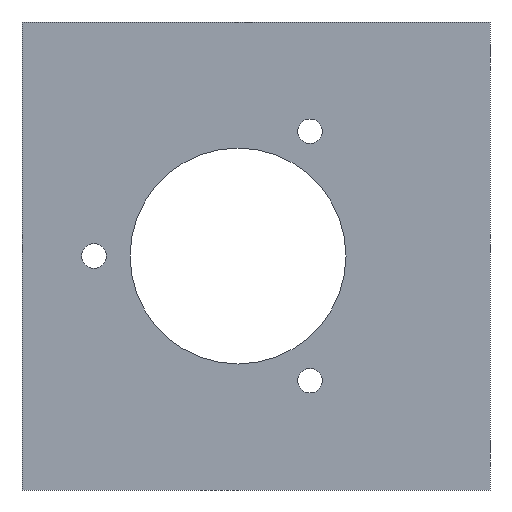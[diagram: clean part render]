
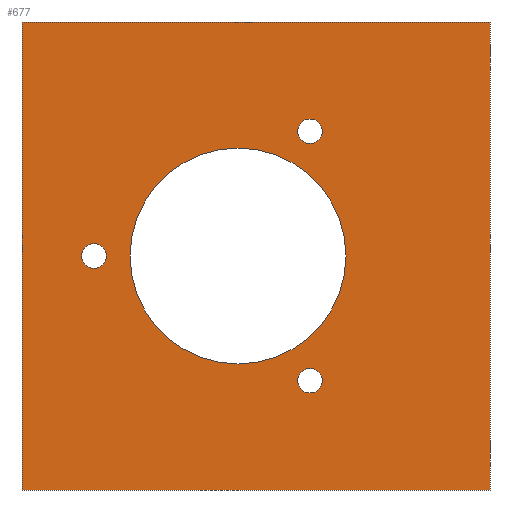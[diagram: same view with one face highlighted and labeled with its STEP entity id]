
A CAD part, left-side view. The second image highlights one B-rep face of the part: STEP entity #677.
In plain terms, the highlighted planar face has unit normal (-1, 0, 0).
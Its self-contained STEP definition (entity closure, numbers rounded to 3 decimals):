
#36=DIRECTION('',(0.,1.,0.));
#37=VECTOR('',#36,65.);
#38=CARTESIAN_POINT('',(0.,0.,-32.5));
#39=LINE('',#38,#37);
#44=DIRECTION('',(0.,0.,-1.));
#45=VECTOR('',#44,65.);
#46=CARTESIAN_POINT('',(0.,0.,32.5));
#47=LINE('',#46,#45);
#51=CARTESIAN_POINT('',(0.,35.,0.));
#52=DIRECTION('',(-1.,0.,0.));
#53=DIRECTION('',(0.,0.,1.));
#54=AXIS2_PLACEMENT_3D('',#51,#52,#53);
#59=CARTESIAN_POINT('',(0.,35.,0.));
#60=DIRECTION('',(-1.,0.,0.));
#61=DIRECTION('',(0.,0.,-1.));
#62=AXIS2_PLACEMENT_3D('',#59,#60,#61);
#67=CARTESIAN_POINT('',(0.,55.,0.));
#68=DIRECTION('',(-1.,0.,0.));
#69=DIRECTION('',(0.,1.,0.));
#70=AXIS2_PLACEMENT_3D('',#67,#68,#69);
#75=CARTESIAN_POINT('',(0.,55.,0.));
#76=DIRECTION('',(-1.,0.,0.));
#77=DIRECTION('',(0.,-1.,0.));
#78=AXIS2_PLACEMENT_3D('',#75,#76,#77);
#83=CARTESIAN_POINT('',(0.,25.,17.321));
#84=DIRECTION('',(-1.,0.,0.));
#85=DIRECTION('',(0.,-0.5,0.866));
#86=AXIS2_PLACEMENT_3D('',#83,#84,#85);
#91=CARTESIAN_POINT('',(0.,25.,17.321));
#92=DIRECTION('',(-1.,0.,0.));
#93=DIRECTION('',(0.,0.5,-0.866));
#94=AXIS2_PLACEMENT_3D('',#91,#92,#93);
#99=CARTESIAN_POINT('',(0.,25.,-17.321));
#100=DIRECTION('',(-1.,0.,0.));
#101=DIRECTION('',(0.,-0.5,-0.866));
#102=AXIS2_PLACEMENT_3D('',#99,#100,#101);
#107=CARTESIAN_POINT('',(0.,25.,-17.321));
#108=DIRECTION('',(-1.,0.,0.));
#109=DIRECTION('',(0.,0.5,0.866));
#110=AXIS2_PLACEMENT_3D('',#107,#108,#109);
#122=DIRECTION('',(0.,0.,-1.));
#123=VECTOR('',#122,65.);
#124=CARTESIAN_POINT('',(0.,65.,32.5));
#125=LINE('',#124,#123);
#377=DIRECTION('',(0.,1.,0.));
#378=VECTOR('',#377,65.);
#379=CARTESIAN_POINT('',(0.,0.,32.5));
#380=LINE('',#379,#378);
#531=CARTESIAN_POINT('',(0.,0.,-32.5));
#532=CARTESIAN_POINT('',(0.,65.,-32.5));
#533=VERTEX_POINT('',#531);
#534=VERTEX_POINT('',#532);
#543=CARTESIAN_POINT('',(0.,65.,32.5));
#544=VERTEX_POINT('',#543);
#545=CARTESIAN_POINT('',(0.,0.,32.5));
#546=VERTEX_POINT('',#545);
#547=CARTESIAN_POINT('',(0.,35.,15.));
#548=CARTESIAN_POINT('',(0.,35.,-15.));
#549=VERTEX_POINT('',#547);
#550=VERTEX_POINT('',#548);
#551=CARTESIAN_POINT('',(0.,56.7,0.));
#552=CARTESIAN_POINT('',(0.,53.3,0.));
#553=VERTEX_POINT('',#551);
#554=VERTEX_POINT('',#552);
#555=CARTESIAN_POINT('',(0.,24.15,18.793));
#556=CARTESIAN_POINT('',(0.,25.85,15.848));
#557=VERTEX_POINT('',#555);
#558=VERTEX_POINT('',#556);
#559=CARTESIAN_POINT('',(0.,24.15,-18.793));
#560=CARTESIAN_POINT('',(0.,25.85,-15.848));
#561=VERTEX_POINT('',#559);
#562=VERTEX_POINT('',#560);
#639=CARTESIAN_POINT('',(0.,65.,-32.5));
#640=DIRECTION('',(-1.,0.,0.));
#641=DIRECTION('',(0.,-1.,0.));
#642=AXIS2_PLACEMENT_3D('',#639,#640,#641);
#643=PLANE('',#642);
#644=ORIENTED_EDGE('',*,*,#624,.T.);
#646=ORIENTED_EDGE('',*,*,#645,.F.);
#648=ORIENTED_EDGE('',*,*,#647,.F.);
#650=ORIENTED_EDGE('',*,*,#649,.T.);
#651=EDGE_LOOP('',(#644,#646,#648,#650));
#652=FACE_OUTER_BOUND('',#651,.F.);
#654=ORIENTED_EDGE('',*,*,#653,.T.);
#656=ORIENTED_EDGE('',*,*,#655,.T.);
#657=EDGE_LOOP('',(#654,#656));
#658=FACE_BOUND('',#657,.F.);
#660=ORIENTED_EDGE('',*,*,#659,.T.);
#662=ORIENTED_EDGE('',*,*,#661,.T.);
#663=EDGE_LOOP('',(#660,#662));
#664=FACE_BOUND('',#663,.F.);
#666=ORIENTED_EDGE('',*,*,#665,.T.);
#668=ORIENTED_EDGE('',*,*,#667,.T.);
#669=EDGE_LOOP('',(#666,#668));
#670=FACE_BOUND('',#669,.F.);
#672=ORIENTED_EDGE('',*,*,#671,.T.);
#674=ORIENTED_EDGE('',*,*,#673,.T.);
#675=EDGE_LOOP('',(#672,#674));
#676=FACE_BOUND('',#675,.F.);
#677=ADVANCED_FACE('',(#652,#658,#664,#670,#676),#643,.T.);
#55=CIRCLE('',#54,15.);
#63=CIRCLE('',#62,15.);
#71=CIRCLE('',#70,1.7);
#79=CIRCLE('',#78,1.7);
#87=CIRCLE('',#86,1.7);
#95=CIRCLE('',#94,1.7);
#103=CIRCLE('',#102,1.7);
#111=CIRCLE('',#110,1.7);
#624=EDGE_CURVE('',#533,#534,#39,.T.);
#645=EDGE_CURVE('',#544,#534,#125,.T.);
#647=EDGE_CURVE('',#546,#544,#380,.T.);
#649=EDGE_CURVE('',#546,#533,#47,.T.);
#653=EDGE_CURVE('',#549,#550,#55,.T.);
#655=EDGE_CURVE('',#550,#549,#63,.T.);
#659=EDGE_CURVE('',#553,#554,#71,.T.);
#661=EDGE_CURVE('',#554,#553,#79,.T.);
#665=EDGE_CURVE('',#557,#558,#87,.T.);
#667=EDGE_CURVE('',#558,#557,#95,.T.);
#671=EDGE_CURVE('',#561,#562,#103,.T.);
#673=EDGE_CURVE('',#562,#561,#111,.T.);
